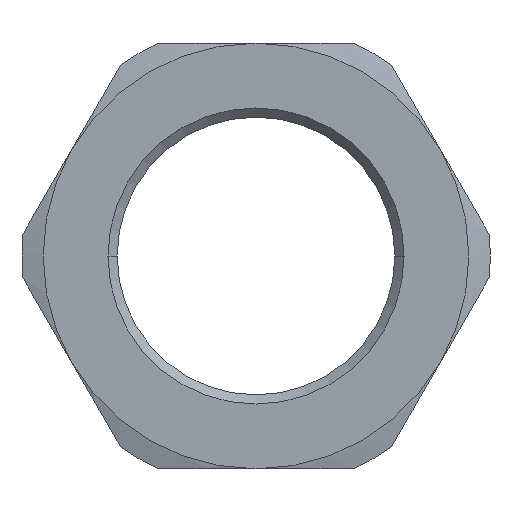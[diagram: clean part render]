
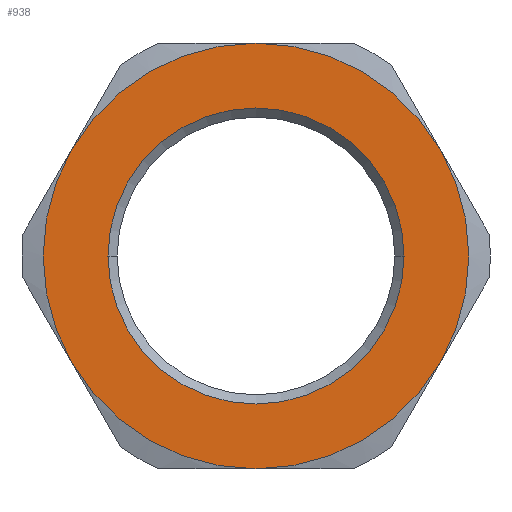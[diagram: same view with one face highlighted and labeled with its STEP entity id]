
A CAD part, left-side view. The second image highlights one B-rep face of the part: STEP entity #938.
In plain terms, the highlighted planar face has unit normal (-1, 0, 0).
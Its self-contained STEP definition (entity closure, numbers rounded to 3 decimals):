
#4 = AXIS2_PLACEMENT_3D ( 'NONE', #1216, #261, #761 ) ;
#46 = CARTESIAN_POINT ( 'NONE',  ( 0., 0., 23. ) ) ;
#65 = EDGE_CURVE ( 'NONE', #447, #105, #488, .T. ) ;
#68 = CARTESIAN_POINT ( 'NONE',  ( 0., -19.919, 11.5 ) ) ;
#87 = CARTESIAN_POINT ( 'NONE',  ( 0., 19.919, 11.5 ) ) ;
#105 = VERTEX_POINT ( 'NONE', #946 ) ;
#109 = EDGE_CURVE ( 'NONE', #893, #1059, #1133, .T. ) ;
#206 = AXIS2_PLACEMENT_3D ( 'NONE', #255, #242, #559 ) ;
#226 = CIRCLE ( 'NONE', #1195, 23. ) ;
#237 = DIRECTION ( 'NONE',  ( 1., 0., 0. ) ) ;
#240 = CARTESIAN_POINT ( 'NONE',  ( 0., 0., 0. ) ) ;
#242 = DIRECTION ( 'NONE',  ( 1., 0., 0. ) ) ;
#255 = CARTESIAN_POINT ( 'NONE',  ( 0., 0., 0. ) ) ;
#261 = DIRECTION ( 'NONE',  ( -1., 0., 0. ) ) ;
#286 = CARTESIAN_POINT ( 'NONE',  ( 0., 19.919, -11.5 ) ) ;
#287 = CIRCLE ( 'NONE', #846, 16. ) ;
#305 = CARTESIAN_POINT ( 'NONE',  ( 0., 0., 0. ) ) ;
#338 = EDGE_CURVE ( 'NONE', #365, #1019, #439, .T. ) ;
#340 = DIRECTION ( 'NONE',  ( 0., 0., -1. ) ) ;
#349 = ORIENTED_EDGE ( 'NONE', *, *, #1076, .F. ) ;
#365 = VERTEX_POINT ( 'NONE', #627 ) ;
#371 = EDGE_CURVE ( 'NONE', #1019, #1059, #1112, .T. ) ;
#374 = CIRCLE ( 'NONE', #419, 23. ) ;
#389 = EDGE_LOOP ( 'NONE', ( #604, #913, #1180, #349, #716, #609 ) ) ;
#399 = DIRECTION ( 'NONE',  ( 0., 0., -1. ) ) ;
#402 = DIRECTION ( 'NONE',  ( 1., 0., 0. ) ) ;
#419 = AXIS2_PLACEMENT_3D ( 'NONE', #1123, #576, #1223 ) ;
#426 = ORIENTED_EDGE ( 'NONE', *, *, #65, .T. ) ;
#439 = CIRCLE ( 'NONE', #1029, 23. ) ;
#445 = DIRECTION ( 'NONE',  ( 1., 0., 0. ) ) ;
#447 = VERTEX_POINT ( 'NONE', #970 ) ;
#464 = ORIENTED_EDGE ( 'NONE', *, *, #1184, .T. ) ;
#482 = VERTEX_POINT ( 'NONE', #68 ) ;
#488 = CIRCLE ( 'NONE', #990, 16. ) ;
#559 = DIRECTION ( 'NONE',  ( 0., 0., -1. ) ) ;
#576 = DIRECTION ( 'NONE',  ( 1., 0., 0. ) ) ;
#583 = EDGE_CURVE ( 'NONE', #1200, #365, #226, .T. ) ;
#604 = ORIENTED_EDGE ( 'NONE', *, *, #338, .F. ) ;
#609 = ORIENTED_EDGE ( 'NONE', *, *, #371, .F. ) ;
#616 = DIRECTION ( 'NONE',  ( 1., 0., 0. ) ) ;
#627 = CARTESIAN_POINT ( 'NONE',  ( 0., 0., -23. ) ) ;
#633 = PLANE ( 'NONE',  #206 ) ;
#634 = DIRECTION ( 'NONE',  ( 0., 0., -1. ) ) ;
#711 = DIRECTION ( 'NONE',  ( 0., 0., -1. ) ) ;
#716 = ORIENTED_EDGE ( 'NONE', *, *, #109, .T. ) ;
#746 = AXIS2_PLACEMENT_3D ( 'NONE', #240, #886, #340 ) ;
#761 = DIRECTION ( 'NONE',  ( 0., 0., 1. ) ) ;
#818 = CARTESIAN_POINT ( 'NONE',  ( 0., 0., 0. ) ) ;
#830 = EDGE_CURVE ( 'NONE', #482, #1200, #1040, .T. ) ;
#846 = AXIS2_PLACEMENT_3D ( 'NONE', #956, #402, #1048 ) ;
#855 = CARTESIAN_POINT ( 'NONE',  ( 0., -19.919, -11.5 ) ) ;
#883 = DIRECTION ( 'NONE',  ( 0., 0., -1. ) ) ;
#886 = DIRECTION ( 'NONE',  ( 1., 0., 0. ) ) ;
#893 = VERTEX_POINT ( 'NONE', #46 ) ;
#901 = EDGE_LOOP ( 'NONE', ( #464, #426 ) ) ;
#913 = ORIENTED_EDGE ( 'NONE', *, *, #583, .F. ) ;
#938 = ADVANCED_FACE ( 'NONE', ( #992, #1178 ), #633, .F. ) ;
#946 = CARTESIAN_POINT ( 'NONE',  ( 0., -16., 0. ) ) ;
#950 = DIRECTION ( 'NONE',  ( 1., 0., 0. ) ) ;
#956 = CARTESIAN_POINT ( 'NONE',  ( 0., 0., 0. ) ) ;
#970 = CARTESIAN_POINT ( 'NONE',  ( 0., 16., 0. ) ) ;
#987 = CARTESIAN_POINT ( 'NONE',  ( 0., 0., 0. ) ) ;
#990 = AXIS2_PLACEMENT_3D ( 'NONE', #818, #445, #634 ) ;
#992 = FACE_BOUND ( 'NONE', #901, .T. ) ;
#1019 = VERTEX_POINT ( 'NONE', #286 ) ;
#1029 = AXIS2_PLACEMENT_3D ( 'NONE', #1064, #616, #711 ) ;
#1040 = CIRCLE ( 'NONE', #746, 23. ) ;
#1048 = DIRECTION ( 'NONE',  ( 0., 0., -1. ) ) ;
#1059 = VERTEX_POINT ( 'NONE', #87 ) ;
#1064 = CARTESIAN_POINT ( 'NONE',  ( 0., 0., 0. ) ) ;
#1076 = EDGE_CURVE ( 'NONE', #893, #482, #374, .T. ) ;
#1112 = CIRCLE ( 'NONE', #1218, 23. ) ;
#1123 = CARTESIAN_POINT ( 'NONE',  ( 0., 0., 0. ) ) ;
#1133 = CIRCLE ( 'NONE', #4, 23. ) ;
#1178 = FACE_OUTER_BOUND ( 'NONE', #389, .T. ) ;
#1180 = ORIENTED_EDGE ( 'NONE', *, *, #830, .F. ) ;
#1184 = EDGE_CURVE ( 'NONE', #105, #447, #287, .T. ) ;
#1195 = AXIS2_PLACEMENT_3D ( 'NONE', #305, #950, #399 ) ;
#1200 = VERTEX_POINT ( 'NONE', #855 ) ;
#1216 = CARTESIAN_POINT ( 'NONE',  ( 0., 0., 0. ) ) ;
#1218 = AXIS2_PLACEMENT_3D ( 'NONE', #987, #237, #883 ) ;
#1223 = DIRECTION ( 'NONE',  ( 0., 0., -1. ) ) ;
